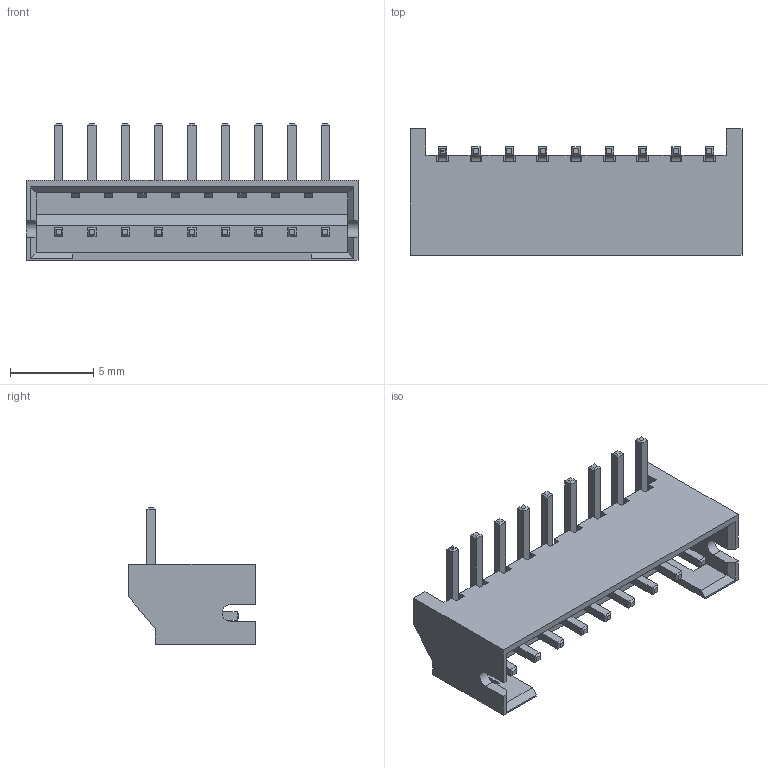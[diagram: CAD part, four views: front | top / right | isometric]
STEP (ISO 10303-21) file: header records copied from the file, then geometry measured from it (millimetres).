
FILE_DESCRIPTION (( 'STEP AP214' ), '1' );
FILE_NAME ('JST-S9B-PH-K-S.STEP', '2020-12-29T22:15:39', ( '' ), ( '' ), 'SwSTEP 2.0', 'SolidWorks 2020', '' );
FILE_SCHEMA (( 'AUTOMOTIVE_DESIGN' ));
Length unit declared in the file: millimetre
Products named in the file (1): JST-S9B-PH-K-S
Bounding box: 19.9 x 7.6 x 8.2 mm (x, y, z)
Volume: 262.3 mm3; surface area: 808.8 mm2
Topology: 1 solids, 1 shells, 322 faces, 799 edges, 494 vertices
Faces by surface type: plane 282, bspline 36, cylinder 4
Entity records: 13942 total; most frequent: CARTESIAN_POINT 2876, ORIENTED_EDGE 1598, DIRECTION 1417, EDGE_CURVE 799, VECTOR 755, LINE 755, VERTEX_POINT 494, EDGE_LOOP 341
